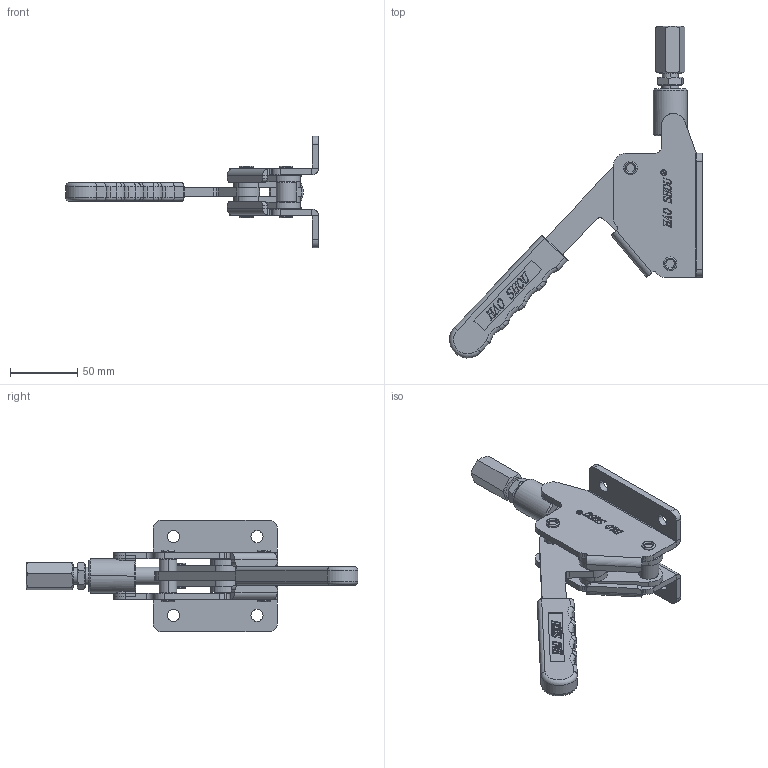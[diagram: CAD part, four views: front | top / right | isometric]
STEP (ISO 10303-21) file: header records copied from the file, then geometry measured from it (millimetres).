
FILE_DESCRIPTION (( 'STEP AP203' ), '1' );
FILE_NAME ('HS-30290M .STEP', '2022-12-26T02:23:14', ( '微软用户' ), ( '微软中国' ), 'SwSTEP 2.0', 'SolidWorks 2012', '' );
FILE_SCHEMA (( 'CONFIG_CONTROL_DESIGN' ));
Length unit declared in the file: millimetre
Products named in the file (15): HS-30290M ; 侐源杶616; 傻階杶; 湮階杶; hex thin nuts-grades ab-chamfered gb_GB_FASTENER_NUT_STNAB M12-N; 种3; 种2; 种1; 挴裝; 忒梟; 蹟譫; 蟀裝2; 蟀裝1; 楊擘菁釱
Assembly tree (17 placements, depth 2):
  HS-30290M 
    楊擘菁釱
    蟀裝1  x2
    蟀裝2  x2
    蹟譫
    忒梟
    挴裝
    种1
    种2
    种3
    种3
    hex thin nuts-grades ab-chamfered gb_GB_FASTENER_NUT_STNAB M12-N
    湮階杶
    傻階杶  x2
    侐源杶616
Bounding box: 188.03 x 246.74 x 83 mm (x, y, z)
Volume: 184395.7 mm3; surface area: 92786.1 mm2
Topology: 19 solids, 19 shells, 1031 faces, 2683 edges, 1744 vertices
Faces by surface type: plane 518, bspline 246, cylinder 167, cone 52, torus 48
Entity records: 45288 total; most frequent: CARTESIAN_POINT 20473, ORIENTED_EDGE 5202, DIRECTION 4027, EDGE_CURVE 2601, VERTEX_POINT 1692, VECTOR 1635, LINE 1635, AXIS2_PLACEMENT_3D 1196
